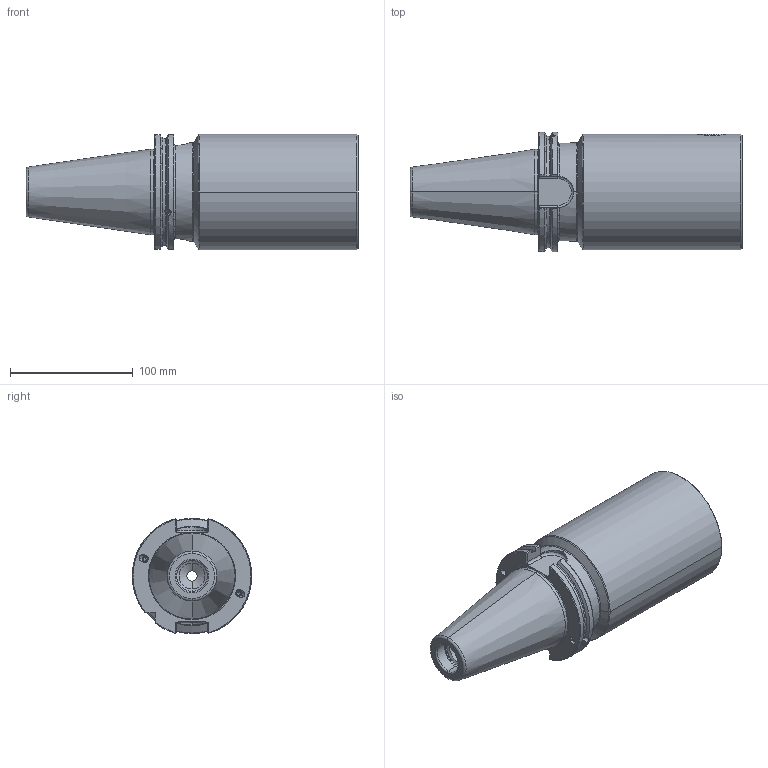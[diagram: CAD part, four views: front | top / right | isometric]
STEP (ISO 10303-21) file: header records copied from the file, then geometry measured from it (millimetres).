
FILE_DESCRIPTION (( 'STEP AP203' ), '1' );
FILE_NAME ('102.525.942.STEP', '2018-03-09T15:02:09', ( 'SWIAdmin' ), ( 'Hewlett-Packard Company' ), 'SwSTEP 2.0', 'SolidWorks 2017', '' );
FILE_SCHEMA (( 'CONFIG_CONTROL_DESIGN' ));
Length unit declared in the file: millimetre
Products named in the file (5): MB9-ER1.001.032_A; ISO 4026 - M5 x 5_PreviewCfg; KVT_MB_600_050; 102.525.942; SB5-MB9.K01.169_D_mit Bundk”lung
Assembly tree (6 placements, depth 2):
  102.525.942
    SB5-MB9.K01.169_D_mit Bundk”lung
    MB9-ER1.001.032_A
    ISO 4026 - M5 x 5_PreviewCfg  x2
    KVT_MB_600_050  x2
Bounding box: 270.7 x 97.44 x 94 mm (x, y, z)
Volume: 1225037.7 mm3; surface area: 103841.9 mm2
Topology: 8 solids, 8 shells, 313 faces, 757 edges, 453 vertices
Faces by surface type: cone 104, cylinder 88, plane 80, torus 37, sphere 4
Entity records: 9139 total; most frequent: CARTESIAN_POINT 2366, DIRECTION 1338, ORIENTED_EDGE 1298, EDGE_CURVE 649, AXIS2_PLACEMENT_3D 536, VERTEX_POINT 394, EDGE_LOOP 279, FACE_OUTER_BOUND 266
